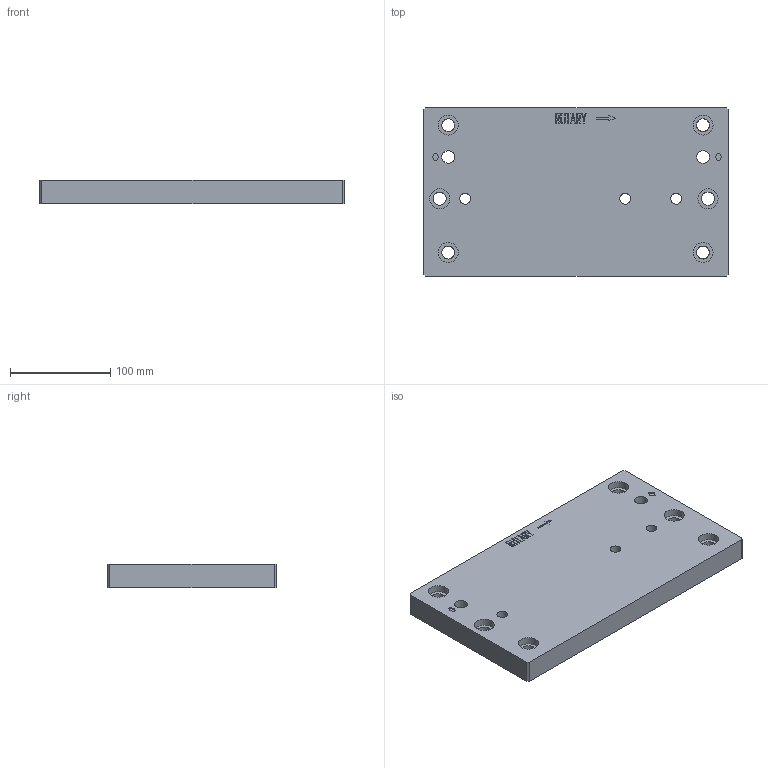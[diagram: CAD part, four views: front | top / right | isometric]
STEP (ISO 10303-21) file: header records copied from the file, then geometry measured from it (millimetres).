
FILE_DESCRIPTION(/* description */ (''),/* implementation_level */ '2;1');
FILE_NAME(/* name */ '[B2102] Tailstock Subplate.step',/* time_stamp */ '2026-01-29T12:51:05-05:00',/* author */ (''),/* organization */ (''),/* preprocessor_version */ 'ST-DEVELOPER v20.1',/* originating_system */ 'Autodesk Translation Framework v14.24.0.0',/* authorisation */ '');
FILE_SCHEMA (('AUTOMOTIVE_DESIGN { 1 0 10303 214 3 1 1 }'));
Length unit declared in the file: inch
Products named in the file (2): [B2102] Tailstock Subplate; Subplate
Assembly tree (1 placements, depth 2):
  [B2102] Tailstock Subplate
    Subplate
Bounding box: 303.53 x 168.28 x 23.37 mm (x, y, z)
Volume: 1153454.4 mm3; surface area: 133915.6 mm2
Topology: 1 solids, 1 shells, 247 faces, 676 edges, 448 vertices
Faces by surface type: plane 111, cylinder 101, bspline 31, cone 4
Full cylindrical faces by diameter (mm): 10.808 x3, 12.713 x2, 12.86 x28, 13.081 x2, 14.287 x24, 19.939 x6
Entity records: 14953 total; most frequent: CARTESIAN_POINT 8949, ORIENTED_EDGE 1352, DIRECTION 1032, EDGE_CURVE 676, VERTEX_POINT 448, LINE 374, VECTOR 374, AXIS2_PLACEMENT_3D 329
